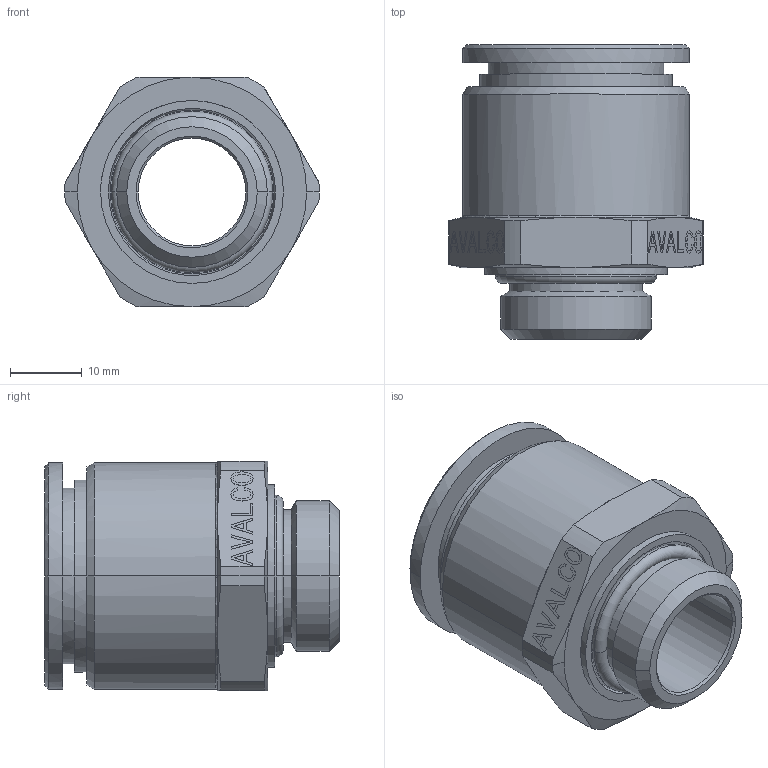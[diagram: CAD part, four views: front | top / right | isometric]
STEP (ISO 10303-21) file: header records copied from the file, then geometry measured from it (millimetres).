
FILE_DESCRIPTION(( 'MA.12.22.34.stp' ), '1');
FILE_NAME( 'MA.12.22.34.stp', '2018-10-01T11:25:02',( 'Sopra'),('sopra-pneumatic.com'), 'SwSTEP 2.0','SolidWorks 2009','' );
FILE_SCHEMA(('CONFIG_CONTROL_DESIGN'));
Length unit declared in the file: millimetre
Products named in the file (1): HN511B-22G12
Bounding box: 35.5 x 41.1 x 32 mm (x, y, z)
Volume: 14049.9 mm3; surface area: 8707.5 mm2
Topology: 2 solids, 2 shells, 416 faces, 1107 edges, 726 vertices
Faces by surface type: plane 350, cone 32, cylinder 26, torus 8
Entity records: 12736 total; most frequent: CARTESIAN_POINT 2705, ORIENTED_EDGE 2214, DIRECTION 1754, EDGE_CURVE 1107, VECTOR 979, LINE 979, VERTEX_POINT 726, EDGE_LOOP 451
